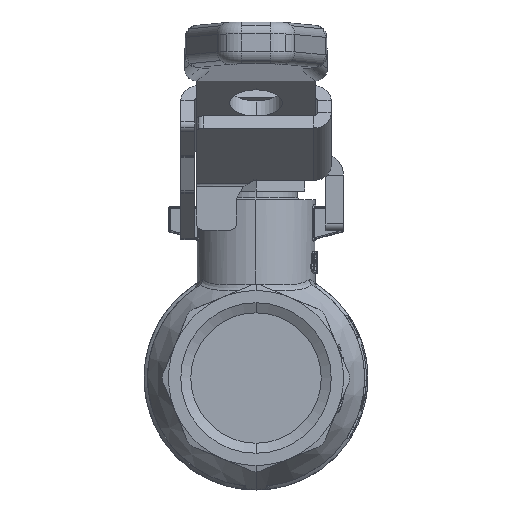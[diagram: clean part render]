
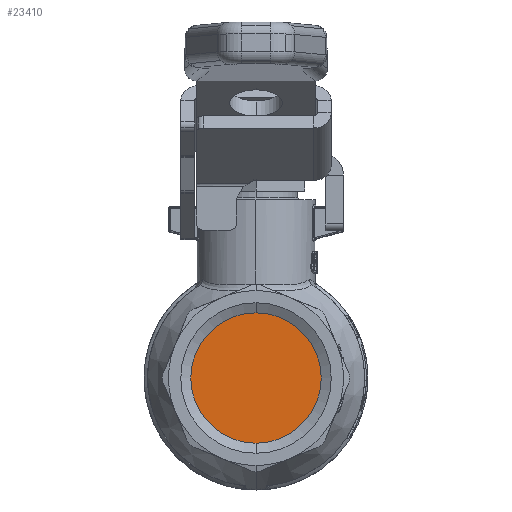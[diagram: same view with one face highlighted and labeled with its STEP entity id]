
A CAD part, front view. The second image highlights one B-rep face of the part: STEP entity #23410.
In plain terms, the highlighted planar face has unit normal (0, -1, 0).
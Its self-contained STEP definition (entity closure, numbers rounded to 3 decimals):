
#13225=CARTESIAN_POINT('',(-0.,-13.5,-9.316));
#13226=VERTEX_POINT('',#13225);
#13233=CARTESIAN_POINT('',(-0.,-13.5,9.316));
#13234=VERTEX_POINT('',#13233);
#13235=CARTESIAN_POINT('',(-0.,-13.5,0.));
#13236=DIRECTION('',(0.,1.,-0.));
#13237=DIRECTION('',(0.,-0.,-1.));
#13238=AXIS2_PLACEMENT_3D('',#13235,#13236,#13237);
#13239=CIRCLE('',#13238,9.316);
#13240=EDGE_CURVE('',#13226,#13234,#13239,.T.);
#23395=CARTESIAN_POINT('',(-0.,-13.5,-8.158));
#23396=DIRECTION('',(0.,1.,0.));
#23397=DIRECTION('',(-0.,0.,1.));
#23398=AXIS2_PLACEMENT_3D('',#23395,#23396,#23397);
#23399=PLANE('',#23398);
#23400=CARTESIAN_POINT('',(-0.,-13.5,0.));
#23401=DIRECTION('',(0.,1.,-0.));
#23402=DIRECTION('',(0.,-0.,-1.));
#23403=AXIS2_PLACEMENT_3D('',#23400,#23401,#23402);
#23404=CIRCLE('',#23403,9.316);
#23405=EDGE_CURVE('',#13234,#13226,#23404,.T.);
#23406=ORIENTED_EDGE('',*,*,#23405,.F.);
#23407=ORIENTED_EDGE('',*,*,#13240,.F.);
#23408=EDGE_LOOP('',(#23406,#23407));
#23409=FACE_BOUND('',#23408,.T.);
#23410=ADVANCED_FACE('',(#23409),#23399,.F.);
